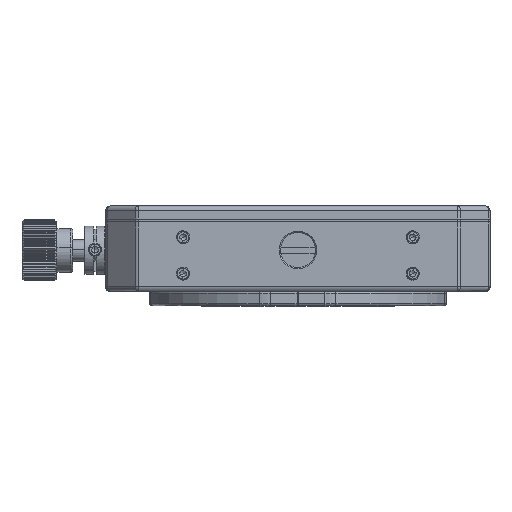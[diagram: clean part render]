
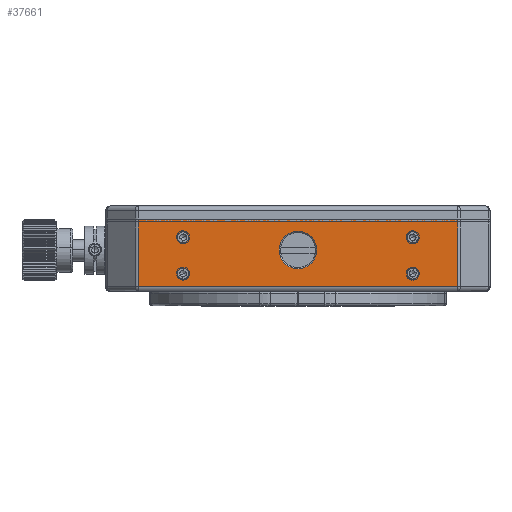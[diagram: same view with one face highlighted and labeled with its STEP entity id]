
A CAD part, top view. The second image highlights one B-rep face of the part: STEP entity #37661.
In plain terms, the highlighted planar face has unit normal (0, 0, 1).
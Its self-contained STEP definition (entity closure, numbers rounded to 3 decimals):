
#371 = CARTESIAN_POINT ( 'NONE',  ( 32.519, 11.695, 44. ) ) ;
#753 = LINE ( 'NONE', #41042, #30961 ) ;
#808 = ORIENTED_EDGE ( 'NONE', *, *, #47850, .F. ) ;
#861 = DIRECTION ( 'NONE',  ( 1., 0., 0. ) ) ;
#1118 = CARTESIAN_POINT ( 'NONE',  ( 22.233, -0.605, 44. ) ) ;
#1264 = CARTESIAN_POINT ( 'NONE',  ( -29.117, -0.605, 44. ) ) ;
#1340 = ORIENTED_EDGE ( 'NONE', *, *, #38444, .T. ) ;
#2279 = VERTEX_POINT ( 'NONE', #18982 ) ;
#2562 = DIRECTION ( 'NONE',  ( 0., 0., -1. ) ) ;
#3999 = DIRECTION ( 'NONE',  ( 1., 0., 0. ) ) ;
#4804 = CARTESIAN_POINT ( 'NONE',  ( -31.617, -0.605, 44. ) ) ;
#5366 = FACE_BOUND ( 'NONE', #50979, .T. ) ;
#6249 = DIRECTION ( 'NONE',  ( 0., 0., 1. ) ) ;
#6531 = EDGE_CURVE ( 'NONE', #2279, #8269, #18938, .T. ) ;
#6666 = CIRCLE ( 'NONE', #10138, 4.3 ) ;
#6742 = CIRCLE ( 'NONE', #13655, 1.25 ) ;
#6786 = EDGE_CURVE ( 'NONE', #20879, #43826, #7737, .T. ) ;
#7369 = VECTOR ( 'NONE', #44475, 1000. ) ;
#7737 = CIRCLE ( 'NONE', #53535, 1.25 ) ;
#8269 = VERTEX_POINT ( 'NONE', #13153 ) ;
#8789 = ORIENTED_EDGE ( 'NONE', *, *, #25650, .T. ) ;
#9019 = CARTESIAN_POINT ( 'NONE',  ( 22.233, 7.695, 44. ) ) ;
#9068 = ORIENTED_EDGE ( 'NONE', *, *, #6786, .F. ) ;
#9356 = EDGE_LOOP ( 'NONE', ( #47948, #21092 ) ) ;
#9961 = FACE_BOUND ( 'NONE', #43930, .T. ) ;
#10112 = CARTESIAN_POINT ( 'NONE',  ( -30.367, -0.605, 44. ) ) ;
#10138 = AXIS2_PLACEMENT_3D ( 'NONE', #25787, #26046, #30892 ) ;
#10642 = EDGE_LOOP ( 'NONE', ( #29207, #44752 ) ) ;
#10971 = VERTEX_POINT ( 'NONE', #12366 ) ;
#11992 = CARTESIAN_POINT ( 'NONE',  ( -31.617, 7.695, 44. ) ) ;
#12330 = EDGE_LOOP ( 'NONE', ( #38446, #27179, #8789, #1340 ) ) ;
#12366 = CARTESIAN_POINT ( 'NONE',  ( -40.652, 11.695, 44. ) ) ;
#13153 = CARTESIAN_POINT ( 'NONE',  ( 20.983, 7.695, 44. ) ) ;
#13266 = VERTEX_POINT ( 'NONE', #25105 ) ;
#13294 = DIRECTION ( 'NONE',  ( 0., 0., 1. ) ) ;
#13655 = AXIS2_PLACEMENT_3D ( 'NONE', #26006, #6249, #22510 ) ;
#14034 = PLANE ( 'NONE',  #53435 ) ;
#15753 = DIRECTION ( 'NONE',  ( 0., 0., 1. ) ) ;
#16337 = CIRCLE ( 'NONE', #43945, 1.25 ) ;
#16912 = DIRECTION ( 'NONE',  ( 0., 1., 0. ) ) ;
#16951 = VERTEX_POINT ( 'NONE', #41792 ) ;
#17046 = DIRECTION ( 'NONE',  ( 0., -1., 0. ) ) ;
#17210 = AXIS2_PLACEMENT_3D ( 'NONE', #9019, #30092, #46604 ) ;
#17320 = FACE_OUTER_BOUND ( 'NONE', #12330, .T. ) ;
#17738 = LINE ( 'NONE', #21808, #50847 ) ;
#18144 = AXIS2_PLACEMENT_3D ( 'NONE', #23001, #51951, #27580 ) ;
#18683 = CARTESIAN_POINT ( 'NONE',  ( 22.233, -0.605, 44. ) ) ;
#18938 = CIRCLE ( 'NONE', #17210, 1.25 ) ;
#18982 = CARTESIAN_POINT ( 'NONE',  ( 23.483, 7.695, 44. ) ) ;
#19022 = EDGE_CURVE ( 'NONE', #20270, #23209, #23916, .T. ) ;
#19077 = DIRECTION ( 'NONE',  ( -1., 0., 0. ) ) ;
#19380 = CARTESIAN_POINT ( 'NONE',  ( 32.519, 11.695, 44. ) ) ;
#20270 = VERTEX_POINT ( 'NONE', #48441 ) ;
#20556 = ORIENTED_EDGE ( 'NONE', *, *, #27273, .T. ) ;
#20641 = ORIENTED_EDGE ( 'NONE', *, *, #28732, .T. ) ;
#20879 = VERTEX_POINT ( 'NONE', #1264 ) ;
#21092 = ORIENTED_EDGE ( 'NONE', *, *, #42595, .F. ) ;
#21808 = CARTESIAN_POINT ( 'NONE',  ( -40.652, 11.695, 44. ) ) ;
#21892 = CARTESIAN_POINT ( 'NONE',  ( 25.933, 11.695, 44. ) ) ;
#22143 = FACE_BOUND ( 'NONE', #10642, .T. ) ;
#22510 = DIRECTION ( 'NONE',  ( 1., 0., 0. ) ) ;
#23001 = CARTESIAN_POINT ( 'NONE',  ( 22.233, 7.695, 44. ) ) ;
#23136 = AXIS2_PLACEMENT_3D ( 'NONE', #10112, #51473, #35265 ) ;
#23209 = VERTEX_POINT ( 'NONE', #32256 ) ;
#23916 = CIRCLE ( 'NONE', #38577, 1.25 ) ;
#25105 = CARTESIAN_POINT ( 'NONE',  ( -29.117, 7.695, 44. ) ) ;
#25650 = EDGE_CURVE ( 'NONE', #31632, #39841, #753, .T. ) ;
#25787 = CARTESIAN_POINT ( 'NONE',  ( -4.067, 4.795, 44. ) ) ;
#25805 = LINE ( 'NONE', #371, #48284 ) ;
#26006 = CARTESIAN_POINT ( 'NONE',  ( -30.367, 7.695, 44. ) ) ;
#26046 = DIRECTION ( 'NONE',  ( 0., 0., -1. ) ) ;
#27179 = ORIENTED_EDGE ( 'NONE', *, *, #44177, .T. ) ;
#27273 = EDGE_CURVE ( 'NONE', #16951, #32880, #30700, .T. ) ;
#27350 = AXIS2_PLACEMENT_3D ( 'NONE', #33696, #28816, #50200 ) ;
#27580 = DIRECTION ( 'NONE',  ( 1., 0., 0. ) ) ;
#28443 = DIRECTION ( 'NONE',  ( 1., 0., 0. ) ) ;
#28732 = EDGE_CURVE ( 'NONE', #32880, #16951, #6666, .T. ) ;
#28816 = DIRECTION ( 'NONE',  ( 0., 0., 1. ) ) ;
#29207 = ORIENTED_EDGE ( 'NONE', *, *, #45110, .F. ) ;
#30092 = DIRECTION ( 'NONE',  ( 0., 0., 1. ) ) ;
#30177 = ORIENTED_EDGE ( 'NONE', *, *, #6531, .F. ) ;
#30700 = CIRCLE ( 'NONE', #47108, 4.3 ) ;
#30892 = DIRECTION ( 'NONE',  ( -1., 0., 0. ) ) ;
#30961 = VECTOR ( 'NONE', #3999, 1000. ) ;
#31446 = EDGE_CURVE ( 'NONE', #33483, #13266, #6742, .T. ) ;
#31632 = VERTEX_POINT ( 'NONE', #35986 ) ;
#32256 = CARTESIAN_POINT ( 'NONE',  ( 20.983, -0.605, 44. ) ) ;
#32880 = VERTEX_POINT ( 'NONE', #46148 ) ;
#33483 = VERTEX_POINT ( 'NONE', #11992 ) ;
#33696 = CARTESIAN_POINT ( 'NONE',  ( -30.367, 7.695, 44. ) ) ;
#34347 = VERTEX_POINT ( 'NONE', #19380 ) ;
#34571 = FACE_BOUND ( 'NONE', #9356, .T. ) ;
#35004 = CARTESIAN_POINT ( 'NONE',  ( 32.519, -3.605, 44. ) ) ;
#35132 = CIRCLE ( 'NONE', #27350, 1.25 ) ;
#35265 = DIRECTION ( 'NONE',  ( 1., 0., 0. ) ) ;
#35986 = CARTESIAN_POINT ( 'NONE',  ( -40.652, -3.605, 44. ) ) ;
#36058 = CIRCLE ( 'NONE', #23136, 1.25 ) ;
#36092 = CARTESIAN_POINT ( 'NONE',  ( -4.067, 4.795, 44. ) ) ;
#37119 = CIRCLE ( 'NONE', #18144, 1.25 ) ;
#37189 = LINE ( 'NONE', #48557, #7369 ) ;
#37420 = EDGE_CURVE ( 'NONE', #8269, #2279, #37119, .T. ) ;
#37661 = ADVANCED_FACE ( 'NONE', ( #9961, #34571, #51066, #5366, #22143, #17320 ), #14034, .F. ) ;
#38356 = DIRECTION ( 'NONE',  ( 0., 0., -1. ) ) ;
#38444 = EDGE_CURVE ( 'NONE', #39841, #34347, #25805, .T. ) ;
#38446 = ORIENTED_EDGE ( 'NONE', *, *, #39261, .F. ) ;
#38577 = AXIS2_PLACEMENT_3D ( 'NONE', #1118, #13294, #861 ) ;
#39261 = EDGE_CURVE ( 'NONE', #10971, #34347, #37189, .T. ) ;
#39486 = DIRECTION ( 'NONE',  ( 1., 0., 0. ) ) ;
#39841 = VERTEX_POINT ( 'NONE', #35004 ) ;
#41042 = CARTESIAN_POINT ( 'NONE',  ( 32.933, -3.605, 44. ) ) ;
#41792 = CARTESIAN_POINT ( 'NONE',  ( -8.367, 4.795, 44. ) ) ;
#42595 = EDGE_CURVE ( 'NONE', #23209, #20270, #16337, .T. ) ;
#42857 = DIRECTION ( 'NONE',  ( 0., -1., 0. ) ) ;
#43656 = ORIENTED_EDGE ( 'NONE', *, *, #37420, .F. ) ;
#43826 = VERTEX_POINT ( 'NONE', #4804 ) ;
#43930 = EDGE_LOOP ( 'NONE', ( #20641, #20556 ) ) ;
#43945 = AXIS2_PLACEMENT_3D ( 'NONE', #18683, #47056, #39486 ) ;
#44177 = EDGE_CURVE ( 'NONE', #10971, #31632, #17738, .T. ) ;
#44475 = DIRECTION ( 'NONE',  ( 1., 0., 0. ) ) ;
#44752 = ORIENTED_EDGE ( 'NONE', *, *, #31446, .F. ) ;
#45110 = EDGE_CURVE ( 'NONE', #13266, #33483, #35132, .T. ) ;
#46148 = CARTESIAN_POINT ( 'NONE',  ( 0.233, 4.795, 44. ) ) ;
#46604 = DIRECTION ( 'NONE',  ( 1., 0., 0. ) ) ;
#47056 = DIRECTION ( 'NONE',  ( 0., 0., 1. ) ) ;
#47108 = AXIS2_PLACEMENT_3D ( 'NONE', #36092, #2562, #19077 ) ;
#47850 = EDGE_CURVE ( 'NONE', #43826, #20879, #36058, .T. ) ;
#47948 = ORIENTED_EDGE ( 'NONE', *, *, #19022, .F. ) ;
#48284 = VECTOR ( 'NONE', #16912, 1000. ) ;
#48441 = CARTESIAN_POINT ( 'NONE',  ( 23.483, -0.605, 44. ) ) ;
#48557 = CARTESIAN_POINT ( 'NONE',  ( -41.067, 11.695, 44. ) ) ;
#50200 = DIRECTION ( 'NONE',  ( 1., 0., 0. ) ) ;
#50847 = VECTOR ( 'NONE', #42857, 1000. ) ;
#50979 = EDGE_LOOP ( 'NONE', ( #9068, #808 ) ) ;
#51066 = FACE_BOUND ( 'NONE', #52136, .T. ) ;
#51473 = DIRECTION ( 'NONE',  ( 0., 0., 1. ) ) ;
#51951 = DIRECTION ( 'NONE',  ( 0., 0., 1. ) ) ;
#52136 = EDGE_LOOP ( 'NONE', ( #30177, #43656 ) ) ;
#53324 = CARTESIAN_POINT ( 'NONE',  ( -30.367, -0.605, 44. ) ) ;
#53435 = AXIS2_PLACEMENT_3D ( 'NONE', #21892, #38356, #17046 ) ;
#53535 = AXIS2_PLACEMENT_3D ( 'NONE', #53324, #15753, #28443 ) ;
